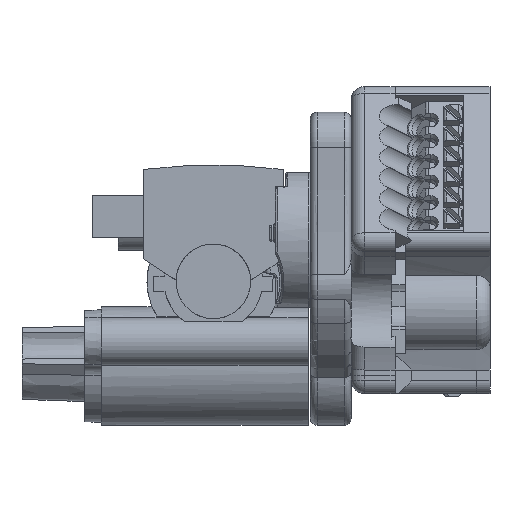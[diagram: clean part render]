
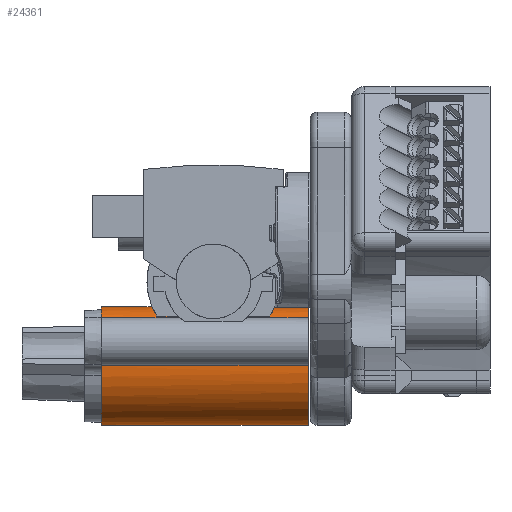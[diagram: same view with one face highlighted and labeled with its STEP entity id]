
A CAD part, left-side view. The second image highlights one B-rep face of the part: STEP entity #24361.
In plain terms, the highlighted cylindrical face has radius 8.75 mm (diameter 17.5 mm), a partial arc.
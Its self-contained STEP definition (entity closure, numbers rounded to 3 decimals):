
#769=B_SPLINE_CURVE_WITH_KNOTS('',3,(#36581,#36582,#36583,#36584,#36585,
#36586,#36587,#36588,#36589,#36590,#36591,#36592,#36593,#36594,#36595,#36596,
#36597,#36598,#36599,#36600,#36601,#36602),.UNSPECIFIED.,.F.,.F.,(4,2,2,
2,2,2,2,2,2,2,4),(0.491,0.526,0.634,
0.743,0.921,1.1,1.279,1.458,
1.566,1.674,1.709),.UNSPECIFIED.);
#770=B_SPLINE_CURVE_WITH_KNOTS('',3,(#36606,#36607,#36608,#36609,#36610,
#36611,#36612,#36613,#36614,#36615),.UNSPECIFIED.,.F.,.F.,(4,2,2,2,4),(2.594,
2.744,3.078,3.413,3.539),
 .UNSPECIFIED.);
#771=B_SPLINE_CURVE_WITH_KNOTS('',3,(#36619,#36620,#36621,#36622,#36623,
#36624,#36625,#36626,#36627,#36628,#36629,#36630,#36631,#36632),
 .UNSPECIFIED.,.F.,.F.,(4,2,2,2,2,2,4),(2.011,2.043,
2.148,2.254,2.359,2.465,2.496),
 .UNSPECIFIED.);
#772=B_SPLINE_CURVE_WITH_KNOTS('',3,(#36635,#36636,#36637,#36638,#36639,
#36640,#36641,#36642,#36643,#36644,#36645),.UNSPECIFIED.,.F.,.F.,(4,2,3,
2,4),(5.696,5.822,6.157,6.492,
6.642),.UNSPECIFIED.);
#1208=FACE_BOUND('',#4496,.T.);
#1492=CIRCLE('',#26075,8.75);
#1494=CIRCLE('',#26077,8.75);
#1496=CIRCLE('',#26080,8.75);
#1497=CIRCLE('',#26081,8.75);
#3117=FACE_OUTER_BOUND('',#4495,.T.);
#4495=EDGE_LOOP('',(#17768,#17769,#17770,#17771,#17772,#17773));
#4496=EDGE_LOOP('',(#17774,#17775,#17776,#17777,#17778,#17779,#17780,#17781));
#6087=LINE('',#36573,#8357);
#6088=LINE('',#36576,#8358);
#6089=LINE('',#36579,#8359);
#6090=LINE('',#36604,#8360);
#6091=LINE('',#36617,#8361);
#6092=LINE('',#36634,#8362);
#8357=VECTOR('',#29324,1.);
#8358=VECTOR('',#29327,10.);
#8359=VECTOR('',#29328,1.);
#8360=VECTOR('',#29329,1.);
#8361=VECTOR('',#29330,1.);
#8362=VECTOR('',#29331,1.);
#10831=VERTEX_POINT('',#36552);
#10834=VERTEX_POINT('',#36557);
#10835=VERTEX_POINT('',#36559);
#10838=VERTEX_POINT('',#36565);
#10840=VERTEX_POINT('',#36572);
#10841=VERTEX_POINT('',#36574);
#10842=VERTEX_POINT('',#36577);
#10843=VERTEX_POINT('',#36578);
#10844=VERTEX_POINT('',#36580);
#10845=VERTEX_POINT('',#36603);
#10846=VERTEX_POINT('',#36605);
#10847=VERTEX_POINT('',#36616);
#10848=VERTEX_POINT('',#36618);
#10849=VERTEX_POINT('',#36633);
#13433=EDGE_CURVE('',#10834,#10835,#1492,.T.);
#13437=EDGE_CURVE('',#10838,#10831,#1494,.T.);
#13439=EDGE_CURVE('',#10838,#10835,#1496,.T.);
#13440=EDGE_CURVE('',#10834,#10840,#6087,.F.);
#13441=EDGE_CURVE('',#10841,#10840,#1497,.T.);
#13442=EDGE_CURVE('',#10841,#10831,#6088,.T.);
#13443=EDGE_CURVE('',#10842,#10843,#6089,.F.);
#13444=EDGE_CURVE('',#10842,#10844,#769,.T.);
#13445=EDGE_CURVE('',#10845,#10844,#6090,.F.);
#13446=EDGE_CURVE('',#10845,#10846,#770,.T.);
#13447=EDGE_CURVE('',#10846,#10847,#6091,.F.);
#13448=EDGE_CURVE('',#10847,#10848,#771,.T.);
#13449=EDGE_CURVE('',#10848,#10849,#6092,.F.);
#13450=EDGE_CURVE('',#10849,#10843,#772,.T.);
#17768=ORIENTED_EDGE('',*,*,#13439,.T.);
#17769=ORIENTED_EDGE('',*,*,#13433,.F.);
#17770=ORIENTED_EDGE('',*,*,#13440,.T.);
#17771=ORIENTED_EDGE('',*,*,#13441,.F.);
#17772=ORIENTED_EDGE('',*,*,#13442,.T.);
#17773=ORIENTED_EDGE('',*,*,#13437,.F.);
#17774=ORIENTED_EDGE('',*,*,#13443,.F.);
#17775=ORIENTED_EDGE('',*,*,#13444,.T.);
#17776=ORIENTED_EDGE('',*,*,#13445,.F.);
#17777=ORIENTED_EDGE('',*,*,#13446,.T.);
#17778=ORIENTED_EDGE('',*,*,#13447,.T.);
#17779=ORIENTED_EDGE('',*,*,#13448,.T.);
#17780=ORIENTED_EDGE('',*,*,#13449,.T.);
#17781=ORIENTED_EDGE('',*,*,#13450,.T.);
#23777=CYLINDRICAL_SURFACE('',#26079,8.75);
#24361=ADVANCED_FACE('',(#3117,#1208),#23777,.T.);
#26075=AXIS2_PLACEMENT_3D('',#36560,#29310,#29311);
#26077=AXIS2_PLACEMENT_3D('',#36567,#29316,#29317);
#26079=AXIS2_PLACEMENT_3D('',#36570,#29320,#29321);
#26080=AXIS2_PLACEMENT_3D('',#36571,#29322,#29323);
#26081=AXIS2_PLACEMENT_3D('',#36575,#29325,#29326);
#29310=DIRECTION('center_axis',(1.,0.,0.));
#29311=DIRECTION('ref_axis',(0.,0.,1.));
#29316=DIRECTION('center_axis',(1.,0.,0.));
#29317=DIRECTION('ref_axis',(0.,0.,1.));
#29320=DIRECTION('center_axis',(1.,0.,0.));
#29321=DIRECTION('ref_axis',(0.,0.33,-0.944));
#29322=DIRECTION('center_axis',(-1.,0.,0.));
#29323=DIRECTION('ref_axis',(0.,0.,-1.));
#29324=DIRECTION('',(1.,0.,0.));
#29325=DIRECTION('center_axis',(-1.,0.,0.));
#29326=DIRECTION('ref_axis',(0.,0.,-1.));
#29327=DIRECTION('',(1.,0.,0.));
#29328=DIRECTION('',(1.,0.,0.));
#29329=DIRECTION('',(1.,0.,0.));
#29330=DIRECTION('',(1.,0.,0.));
#29331=DIRECTION('',(1.,0.,0.));
#36552=CARTESIAN_POINT('',(16.5,12.032,16.237));
#36557=CARTESIAN_POINT('',(16.5,7.423,14.627));
#36559=CARTESIAN_POINT('',(16.5,6.991,14.298));
#36560=CARTESIAN_POINT('Origin',(16.5,12.5,7.5));
#36565=CARTESIAN_POINT('',(16.5,12.542,16.25));
#36567=CARTESIAN_POINT('Origin',(16.5,12.5,7.5));
#36570=CARTESIAN_POINT('Origin',(-14.,12.5,7.5));
#36571=CARTESIAN_POINT('Origin',(16.5,12.5,7.5));
#36572=CARTESIAN_POINT('',(-14.,7.423,14.627));
#36573=CARTESIAN_POINT('',(1.25,7.423,14.627));
#36574=CARTESIAN_POINT('',(-14.,12.032,16.237));
#36575=CARTESIAN_POINT('Origin',(-14.,12.5,7.5));
#36576=CARTESIAN_POINT('',(15.5,12.032,16.237));
#36577=CARTESIAN_POINT('',(-5.177,5.119,12.2));
#36578=CARTESIAN_POINT('',(-8.344,5.119,12.2));
#36579=CARTESIAN_POINT('',(-14.,5.119,12.2));
#36580=CARTESIAN_POINT('',(5.177,5.119,12.2));
#36581=CARTESIAN_POINT('Ctrl Pts',(-5.177,5.119,12.2));
#36582=CARTESIAN_POINT('Ctrl Pts',(-5.122,5.175,12.288));
#36583=CARTESIAN_POINT('Ctrl Pts',(-5.065,5.231,12.372));
#36584=CARTESIAN_POINT('Ctrl Pts',(-4.82,5.463,12.71));
#36585=CARTESIAN_POINT('Ctrl Pts',(-4.591,5.66,12.965));
#36586=CARTESIAN_POINT('Ctrl Pts',(-4.072,6.044,13.414));
#36587=CARTESIAN_POINT('Ctrl Pts',(-3.782,6.23,13.608));
#36588=CARTESIAN_POINT('Ctrl Pts',(-3.022,6.646,14.014));
#36589=CARTESIAN_POINT('Ctrl Pts',(-2.452,6.884,14.213));
#36590=CARTESIAN_POINT('Ctrl Pts',(-1.239,7.202,14.467));
#36591=CARTESIAN_POINT('Ctrl Pts',(-0.596,7.281,
14.523));
#36592=CARTESIAN_POINT('Ctrl Pts',(0.596,7.281,14.523));
#36593=CARTESIAN_POINT('Ctrl Pts',(1.239,7.202,14.467));
#36594=CARTESIAN_POINT('Ctrl Pts',(2.452,6.884,14.213));
#36595=CARTESIAN_POINT('Ctrl Pts',(3.022,6.646,14.014));
#36596=CARTESIAN_POINT('Ctrl Pts',(3.782,6.23,13.608));
#36597=CARTESIAN_POINT('Ctrl Pts',(4.072,6.044,13.414));
#36598=CARTESIAN_POINT('Ctrl Pts',(4.591,5.66,12.965));
#36599=CARTESIAN_POINT('Ctrl Pts',(4.82,5.463,12.71));
#36600=CARTESIAN_POINT('Ctrl Pts',(5.065,5.231,12.372));
#36601=CARTESIAN_POINT('Ctrl Pts',(5.122,5.175,12.288));
#36602=CARTESIAN_POINT('Ctrl Pts',(5.177,5.119,12.2));
#36603=CARTESIAN_POINT('',(8.344,5.119,12.2));
#36604=CARTESIAN_POINT('',(-14.,5.119,12.2));
#36605=CARTESIAN_POINT('',(8.418,4.996,3.));
#36606=CARTESIAN_POINT('Ctrl Pts',(8.344,5.119,12.2));
#36607=CARTESIAN_POINT('Ctrl Pts',(8.506,4.855,11.785));
#36608=CARTESIAN_POINT('Ctrl Pts',(8.634,4.618,11.334));
#36609=CARTESIAN_POINT('Ctrl Pts',(8.957,3.98,9.799));
#36610=CARTESIAN_POINT('Ctrl Pts',(9.042,3.75,8.616));
#36611=CARTESIAN_POINT('Ctrl Pts',(9.042,3.75,6.384));
#36612=CARTESIAN_POINT('Ctrl Pts',(8.957,3.98,5.201));
#36613=CARTESIAN_POINT('Ctrl Pts',(8.65,4.586,3.742));
#36614=CARTESIAN_POINT('Ctrl Pts',(8.546,4.781,3.359));
#36615=CARTESIAN_POINT('Ctrl Pts',(8.418,4.996,3.));
#36616=CARTESIAN_POINT('',(2.3,4.996,3.));
#36617=CARTESIAN_POINT('',(-14.,4.996,3.));
#36618=CARTESIAN_POINT('',(-2.3,4.996,3.));
#36619=CARTESIAN_POINT('Ctrl Pts',(2.3,4.996,3.));
#36620=CARTESIAN_POINT('Ctrl Pts',(2.223,5.031,2.941));
#36621=CARTESIAN_POINT('Ctrl Pts',(2.144,5.066,2.885));
#36622=CARTESIAN_POINT('Ctrl Pts',(1.78,5.213,2.652));
#36623=CARTESIAN_POINT('Ctrl Pts',(1.445,5.319,2.498));
#36624=CARTESIAN_POINT('Ctrl Pts',(0.731,5.463,2.298));
#36625=CARTESIAN_POINT('Ctrl Pts',(0.352,5.5,2.25));
#36626=CARTESIAN_POINT('Ctrl Pts',(-0.352,5.5,2.25));
#36627=CARTESIAN_POINT('Ctrl Pts',(-0.731,5.463,
2.298));
#36628=CARTESIAN_POINT('Ctrl Pts',(-1.445,5.319,2.498));
#36629=CARTESIAN_POINT('Ctrl Pts',(-1.78,5.213,2.652));
#36630=CARTESIAN_POINT('Ctrl Pts',(-2.144,5.066,2.885));
#36631=CARTESIAN_POINT('Ctrl Pts',(-2.223,5.031,2.941));
#36632=CARTESIAN_POINT('Ctrl Pts',(-2.3,4.996,3.));
#36633=CARTESIAN_POINT('',(-8.418,4.996,3.));
#36634=CARTESIAN_POINT('',(-14.,4.996,3.));
#36635=CARTESIAN_POINT('Ctrl Pts',(-8.418,4.996,3.));
#36636=CARTESIAN_POINT('Ctrl Pts',(-8.546,4.781,3.359));
#36637=CARTESIAN_POINT('Ctrl Pts',(-8.65,4.586,3.742));
#36638=CARTESIAN_POINT('Ctrl Pts',(-8.957,3.98,5.201));
#36639=CARTESIAN_POINT('Ctrl Pts',(-9.042,3.75,6.384));
#36640=CARTESIAN_POINT('Ctrl Pts',(-9.042,3.75,7.5));
#36641=CARTESIAN_POINT('Ctrl Pts',(-9.042,3.75,8.616));
#36642=CARTESIAN_POINT('Ctrl Pts',(-8.957,3.98,9.799));
#36643=CARTESIAN_POINT('Ctrl Pts',(-8.634,4.618,11.334));
#36644=CARTESIAN_POINT('Ctrl Pts',(-8.506,4.855,11.785));
#36645=CARTESIAN_POINT('Ctrl Pts',(-8.344,5.119,12.2));
